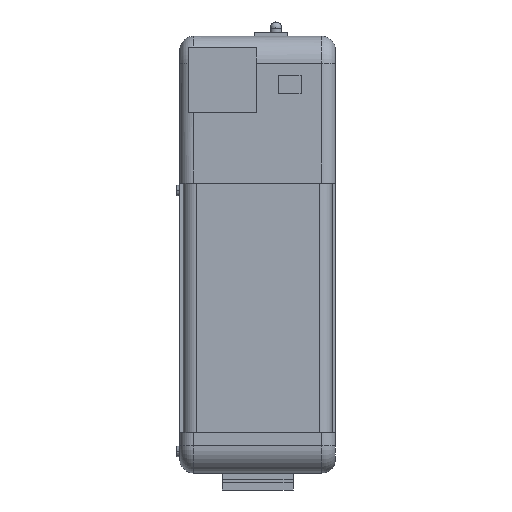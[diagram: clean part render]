
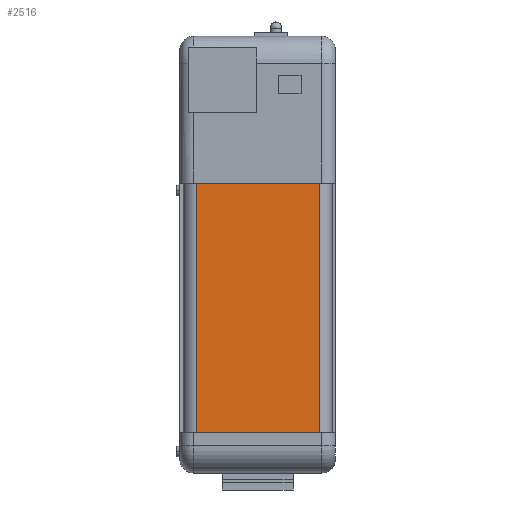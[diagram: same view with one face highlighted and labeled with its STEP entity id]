
A CAD part, front view. The second image highlights one B-rep face of the part: STEP entity #2516.
In plain terms, the highlighted planar face has unit normal (0, -1, 0).
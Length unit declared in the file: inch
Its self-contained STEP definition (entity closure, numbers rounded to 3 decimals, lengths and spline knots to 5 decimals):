
#524 = CARTESIAN_POINT ( 'NONE',  ( 0.5625, -2.9225, 0.655 ) ) ;
#747 = VECTOR ( 'NONE', #11714, 39.37008 ) ;
#982 = FACE_OUTER_BOUND ( 'NONE', #4617, .T. ) ;
#1072 = DIRECTION ( 'NONE',  ( 0., -1., 0. ) ) ;
#1790 = ORIENTED_EDGE ( 'NONE', *, *, #2117, .T. ) ;
#1873 = ORIENTED_EDGE ( 'NONE', *, *, #5175, .T. ) ;
#1877 = DIRECTION ( 'NONE',  ( 0., 0., -1. ) ) ;
#1888 = VECTOR ( 'NONE', #1877, 39.37008 ) ;
#2117 = EDGE_CURVE ( 'NONE', #9966, #6230, #16038, .T. ) ;
#2516 = ADVANCED_FACE ( 'NONE', ( #982 ), #4731, .T. ) ;
#3048 = AXIS2_PLACEMENT_3D ( 'NONE', #8524, #1072, #9785 ) ;
#4617 = EDGE_LOOP ( 'NONE', ( #15024, #5272, #1790, #1873 ) ) ;
#4731 = PLANE ( 'NONE',  #3048 ) ;
#4975 = EDGE_CURVE ( 'NONE', #9966, #7601, #10499, .T. ) ;
#5175 = EDGE_CURVE ( 'NONE', #6230, #10870, #15185, .T. ) ;
#5272 = ORIENTED_EDGE ( 'NONE', *, *, #4975, .F. ) ;
#5496 = CARTESIAN_POINT ( 'NONE',  ( 0.5625, -2.9225, -1.63 ) ) ;
#6230 = VERTEX_POINT ( 'NONE', #14202 ) ;
#7220 = VECTOR ( 'NONE', #8996, 39.37008 ) ;
#7601 = VERTEX_POINT ( 'NONE', #9869 ) ;
#8106 = CARTESIAN_POINT ( 'NONE',  ( -0.5625, -2.9225, 0.655 ) ) ;
#8524 = CARTESIAN_POINT ( 'NONE',  ( 0.5625, -2.9225, 0.655 ) ) ;
#8996 = DIRECTION ( 'NONE',  ( 0., 0., -1. ) ) ;
#9071 = CARTESIAN_POINT ( 'NONE',  ( -0.5625, -2.9225, -1.63 ) ) ;
#9785 = DIRECTION ( 'NONE',  ( 0., 0., -1. ) ) ;
#9869 = CARTESIAN_POINT ( 'NONE',  ( 0.5625, -2.9225, -1.63 ) ) ;
#9966 = VERTEX_POINT ( 'NONE', #14525 ) ;
#10499 = LINE ( 'NONE', #13967, #7220 ) ;
#10870 = VERTEX_POINT ( 'NONE', #9071 ) ;
#11714 = DIRECTION ( 'NONE',  ( -1., 0., 0. ) ) ;
#11768 = DIRECTION ( 'NONE',  ( -1., 0., 0. ) ) ;
#12704 = VECTOR ( 'NONE', #11768, 39.37008 ) ;
#13967 = CARTESIAN_POINT ( 'NONE',  ( 0.5625, -2.9225, 0.655 ) ) ;
#14027 = LINE ( 'NONE', #5496, #747 ) ;
#14202 = CARTESIAN_POINT ( 'NONE',  ( -0.5625, -2.9225, 0.655 ) ) ;
#14525 = CARTESIAN_POINT ( 'NONE',  ( 0.5625, -2.9225, 0.655 ) ) ;
#15024 = ORIENTED_EDGE ( 'NONE', *, *, #16016, .F. ) ;
#15185 = LINE ( 'NONE', #8106, #1888 ) ;
#16016 = EDGE_CURVE ( 'NONE', #7601, #10870, #14027, .T. ) ;
#16038 = LINE ( 'NONE', #524, #12704 ) ;
